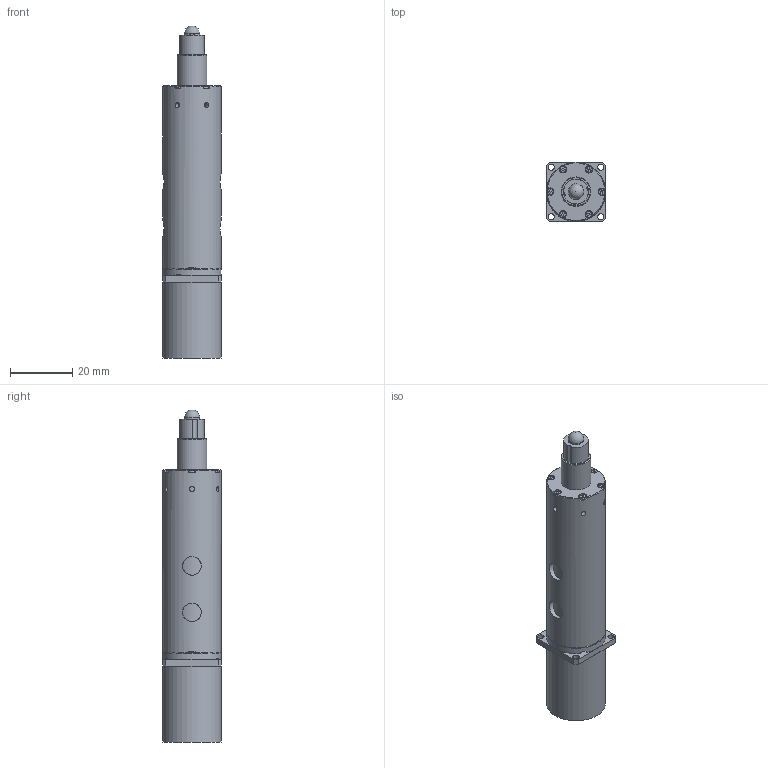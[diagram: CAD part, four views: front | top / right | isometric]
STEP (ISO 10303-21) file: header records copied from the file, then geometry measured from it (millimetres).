
FILE_DESCRIPTION(/* description */ (''),/* implementation_level */ '2;1');
FILE_NAME(/* name */ 'model_product_id195.stp',/* time_stamp */ '2016-08-05T11:24:03+02:00',/* author */ ('SD'),/* organization */ ('Micromotion GmbH Germany'),/* preprocessor_version */ 'ST-DEVELOPER v16.1',/* originating_system */ 'Autodesk Inventor 2016',/* authorisation */ '');
FILE_SCHEMA (('AUTOMOTIVE_DESIGN { 1 0 10303 214 3 1 1 }'));
Length unit declared in the file: millimetre
Products named in the file (1): MLP-19-160-10-ST-SPM0016_Shrinkwrap_1
Bounding box: 19 x 19 x 107.05 mm (x, y, z)
Volume: 25236.3 mm3; surface area: 10218.4 mm2
Topology: 1 solids, 29 shells, 444 faces, 1224 edges, 798 vertices
Faces by surface type: plane 179, cylinder 115, torus 74, cone 44, sphere 29, bspline 3
Full cylindrical faces by diameter (mm): 0.929 x6, 1.221 x4, 1.6 x6, 1.607 x2, 2 x2, 2.013 x4, 2.2 x1, 2.5 x1, 2.7 x1, 3 x5, 3.5 x1, 4 x1, 5 x2, 5.978 x4, 6 x4, 6.2 x1, 6.85 x1, 7.022 x4, 7.024 x2, 8 x3, 8.1 x1, 8.3 x1, 8.4 x2, 9.5 x1, 10 x1, 14.9 x1, 15 x1, 16 x1, 19 x3
Entity records: 14544 total; most frequent: CARTESIAN_POINT 3883, DIRECTION 2170, ORIENTED_EDGE 1998, EDGE_CURVE 947, AXIS2_PLACEMENT_3D 936, VERTEX_POINT 662, EDGE_LOOP 651, CIRCLE 480
